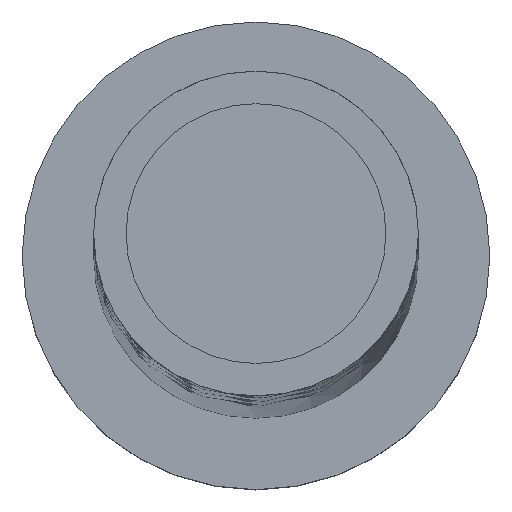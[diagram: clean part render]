
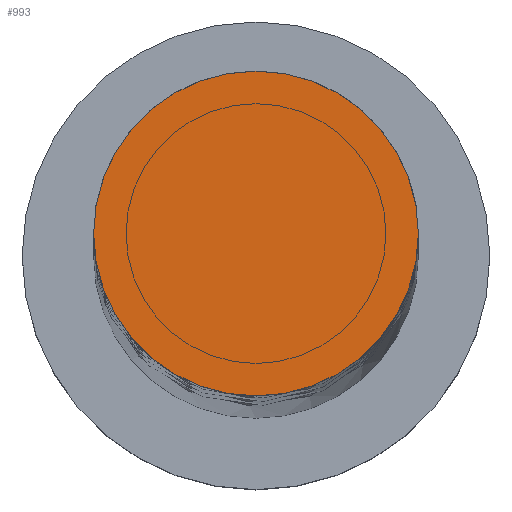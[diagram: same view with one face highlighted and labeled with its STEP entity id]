
A CAD part, top view. The second image highlights one B-rep face of the part: STEP entity #993.
In plain terms, the highlighted planar face has unit normal (0, 0, 1).
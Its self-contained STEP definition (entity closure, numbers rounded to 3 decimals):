
#2 = DIRECTION ( 'NONE',  ( 1., 0., 0. ) ) ;
#188 = DIRECTION ( 'NONE',  ( 0., 0., 1. ) ) ;
#276 = EDGE_LOOP ( 'NONE', ( #438, #1545 ) ) ;
#438 = ORIENTED_EDGE ( 'NONE', *, *, #1569, .T. ) ;
#706 = VERTEX_POINT ( 'NONE', #1802 ) ;
#795 = AXIS2_PLACEMENT_3D ( 'NONE', #1153, #188, #2 ) ;
#923 = VERTEX_POINT ( 'NONE', #1270 ) ;
#929 = AXIS2_PLACEMENT_3D ( 'NONE', #1570, #1244, #1894 ) ;
#993 = ADVANCED_FACE ( 'NONE', ( #1463 ), #1144, .T. ) ;
#994 = AXIS2_PLACEMENT_3D ( 'NONE', #1417, #1441, #1092 ) ;
#1092 = DIRECTION ( 'NONE',  ( 1., 0., 0. ) ) ;
#1144 = PLANE ( 'NONE',  #795 ) ;
#1153 = CARTESIAN_POINT ( 'NONE',  ( 0., 0., 500. ) ) ;
#1244 = DIRECTION ( 'NONE',  ( 0., 0., 1. ) ) ;
#1270 = CARTESIAN_POINT ( 'NONE',  ( -6.25, 0., 500. ) ) ;
#1403 = CIRCLE ( 'NONE', #994, 6.25 ) ;
#1417 = CARTESIAN_POINT ( 'NONE',  ( 0., 0., 500. ) ) ;
#1441 = DIRECTION ( 'NONE',  ( 0., 0., 1. ) ) ;
#1463 = FACE_OUTER_BOUND ( 'NONE', #276, .T. ) ;
#1545 = ORIENTED_EDGE ( 'NONE', *, *, #1946, .T. ) ;
#1569 = EDGE_CURVE ( 'NONE', #923, #706, #2017, .T. ) ;
#1570 = CARTESIAN_POINT ( 'NONE',  ( 0., 0., 500. ) ) ;
#1802 = CARTESIAN_POINT ( 'NONE',  ( 6.25, 0., 500. ) ) ;
#1894 = DIRECTION ( 'NONE',  ( 1., 0., 0. ) ) ;
#1946 = EDGE_CURVE ( 'NONE', #706, #923, #1403, .T. ) ;
#2017 = CIRCLE ( 'NONE', #929, 6.25 ) ;
